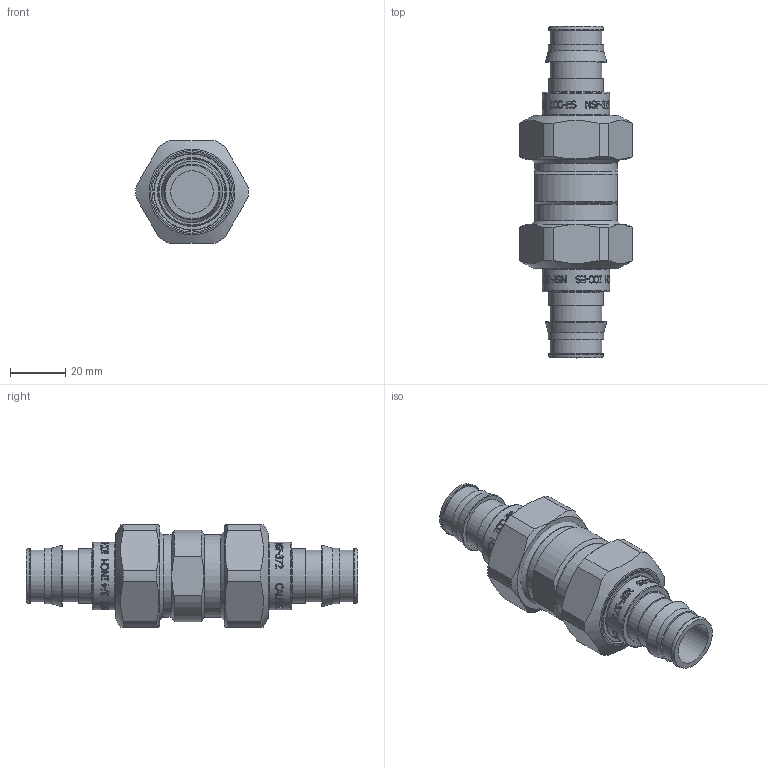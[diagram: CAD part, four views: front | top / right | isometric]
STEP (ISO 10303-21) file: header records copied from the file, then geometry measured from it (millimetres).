
FILE_DESCRIPTION(/* description */ (''),/* implementation_level */ '2;1');
FILE_NAME(/* name */ '304758A_Simplify_1.stp',/* time_stamp */ '2025-08-21T14:45:42-05:00',/* author */ ('ischreiner'),/* organization */ (''),/* preprocessor_version */ 'ST-DEVELOPER v20',/* originating_system */ 'Autodesk Inventor 2025',/* authorisation */ '');
FILE_SCHEMA (('AUTOMOTIVE_DESIGN { 1 0 10303 214 3 1 1 }'));
Length unit declared in the file: inch
Products named in the file (1): 304758A_Simplify_1
Bounding box: 40.63 x 119.96 x 37.08 mm (x, y, z)
Volume: 59838.5 mm3; surface area: 26785.8 mm2
Topology: 5 solids, 5 shells, 1084 faces, 2920 edges, 1938 vertices
Faces by surface type: plane 494, bspline 424, cylinder 116, cone 26, torus 24
Full cylindrical faces by diameter (mm): 15.367 x2, 18.745 x4, 19.609 x2, 19.99 x2, 20.091 x2, 24.384 x2, 26.924 x2, 27.686 x2, 29.8 x2, 29.972 x2, 30 x2, 30.302 x2, 33 x2
Entity records: 45654 total; most frequent: CARTESIAN_POINT 19651, ORIENTED_EDGE 5840, DIRECTION 4012, EDGE_CURVE 2920, VERTEX_POINT 1938, LINE 1390, VECTOR 1390, AXIS2_PLACEMENT_3D 1311
